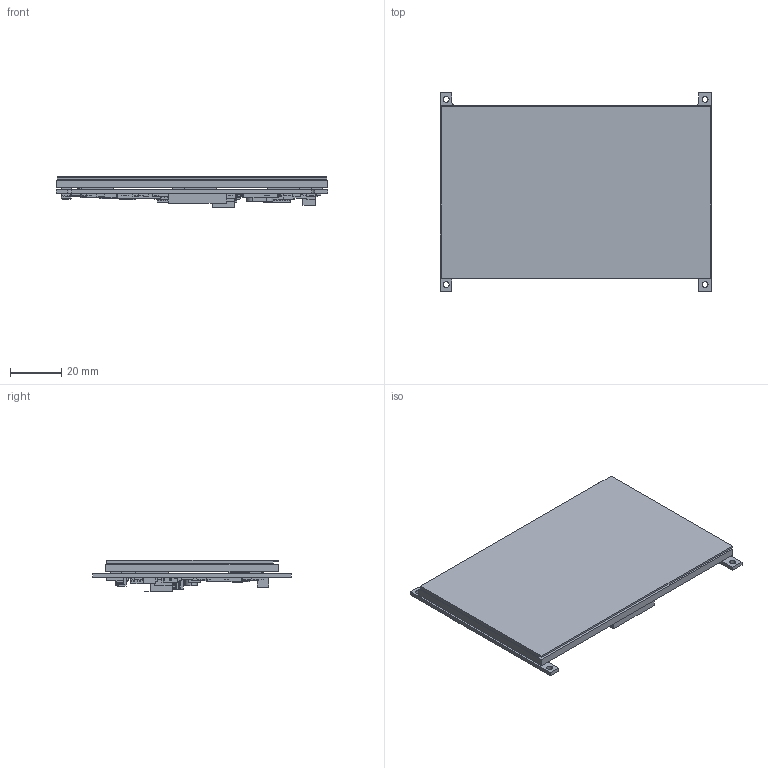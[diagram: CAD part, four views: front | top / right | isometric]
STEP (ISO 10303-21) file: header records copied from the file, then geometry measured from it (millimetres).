
FILE_DESCRIPTION (( 'STEP AP214' ), '1' );
FILE_NAME ('STEP-51-0108-01_r1.STEP', '2015-07-10T16:43:06', ( '' ), ( '' ), 'SwSTEP 2.0', 'SolidWorks 2014', '' );
FILE_SCHEMA (( 'AUTOMOTIVE_DESIGN' ));
Length unit declared in the file: inch
Products named in the file (1): STEP-51-0108-01_r1
Bounding box: 105.54 x 77.22 x 12.34 mm (x, y, z)
Volume: 43813.5 mm3; surface area: 54538.1 mm2
Topology: 623 solids, 623 shells, 5445 faces, 12143 edges, 8046 vertices
Faces by surface type: plane 5145, bspline 190, cylinder 110
Entity records: 237408 total; most frequent: CARTESIAN_POINT 39089, ORIENTED_EDGE 24286, DIRECTION 22487, EDGE_CURVE 12143, VECTOR 11535, LINE 11535, VERTEX_POINT 8046, UNCERTAINTY_MEASURE_WITH_UNIT 6070
